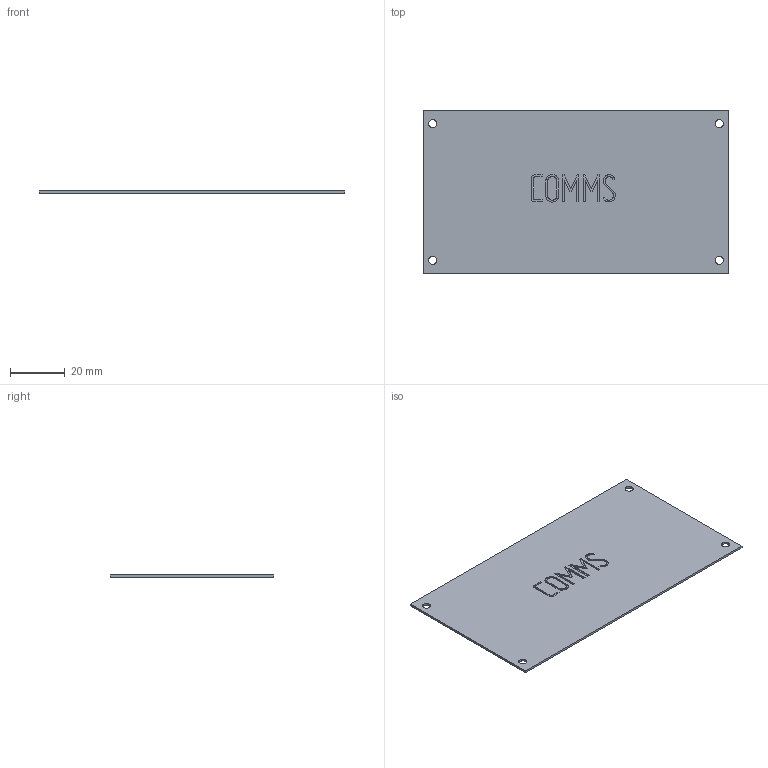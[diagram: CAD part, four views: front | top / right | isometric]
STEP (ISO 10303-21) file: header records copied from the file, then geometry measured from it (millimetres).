
FILE_DESCRIPTION( ( 'Unknown' ), '1' );
FILE_NAME( 'Comms-power-board.stp', 'Unknown', ( 'Ed Sells' ), ( 'University of Bath' ), 'XStep 1.0', 'Solid Edge v19', ' ' );
FILE_SCHEMA( ( 'CONFIG_CONTROL_DESIGN' ) );
Length unit declared in the file: millimetre
Products named in the file (1): 1
Bounding box: 112 x 60 x 0.8 mm (x, y, z)
Volume: 5320.6 mm3; surface area: 13792.3 mm2
Topology: 1 solids, 1 shells, 55 faces, 141 edges, 94 vertices
Faces by surface type: plane 44, extrusion 7, cylinder 4
Full cylindrical faces by diameter (mm): 3 x4
Entity records: 2095 total; most frequent: CARTESIAN_POINT 735, ORIENTED_EDGE 270, DIRECTION 234, EDGE_CURVE 135, VECTOR 120, LINE 113, VERTEX_POINT 94, EDGE_LOOP 75
